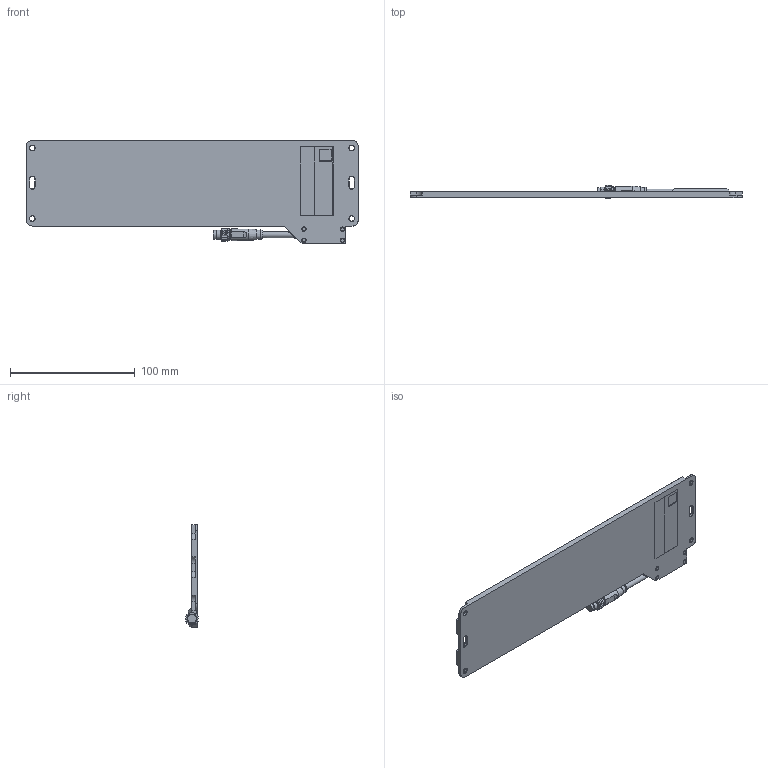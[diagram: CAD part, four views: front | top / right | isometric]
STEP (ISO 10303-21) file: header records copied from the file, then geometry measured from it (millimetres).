
FILE_DESCRIPTION(/* description */ (''),/* implementation_level */ '2;1');
FILE_NAME(/* name */ 'A-221x46-W-DIF-S_Web.stp',/* time_stamp */ '2023-06-05T16:07:14+02:00',/* author */ ('S. Ludwig'),/* organization */ ('evotron GmbH & Co. KG Pfuetschberstrasse 1 98527 Suhl'),/* authorisation */ '');
FILE_SCHEMA (('AUTOMOTIVE_DESIGN { 1 0 10303 214 3 1 1 }'));
Length unit declared in the file: millimetre
Products named in the file (1): A-221x46-W-DIF-S_Vereinfachen_1
Bounding box: 266 x 10.68 x 82.5 mm (x, y, z)
Volume: 94069.2 mm3; surface area: 42889.2 mm2
Topology: 1 solids, 17 shells, 438 faces, 1163 edges, 764 vertices
Faces by surface type: plane 302, cone 77, cylinder 56, bspline 2, torus 1
Full cylindrical faces by diameter (mm): 2.8 x4, 4.2 x4, 4.7 x1, 6.25 x1, 6.9 x2, 9.5 x1
Entity records: 13692 total; most frequent: CARTESIAN_POINT 2992, ORIENTED_EDGE 2274, DIRECTION 2124, EDGE_CURVE 1163, LINE 776, VECTOR 776, VERTEX_POINT 764, AXIS2_PLACEMENT_3D 674
